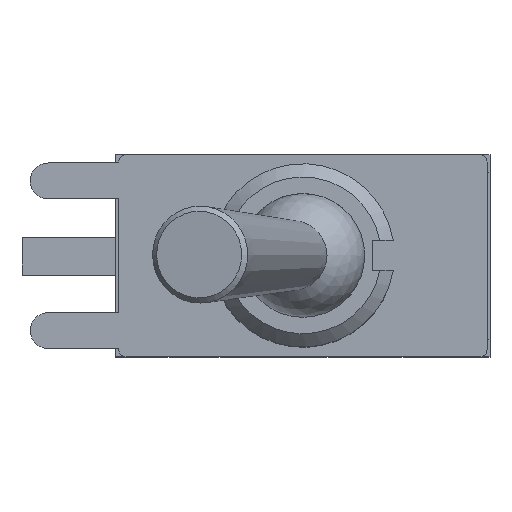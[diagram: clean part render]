
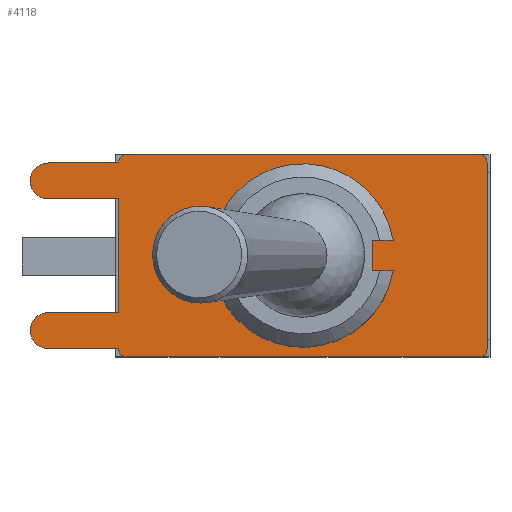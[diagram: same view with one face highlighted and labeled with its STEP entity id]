
A CAD part, top view. The second image highlights one B-rep face of the part: STEP entity #4118.
In plain terms, the highlighted planar face has unit normal (0, 0, 1).
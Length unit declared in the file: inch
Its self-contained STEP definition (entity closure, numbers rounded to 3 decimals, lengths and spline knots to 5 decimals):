
#118=FACE_BOUND('',#381,.T.);
#129=FACE_OUTER_BOUND('',#380,.T.);
#380=EDGE_LOOP('',(#2729,#2730,#2731,#2732,#2733,#2734,#2735,#2736,#2737,
#2738,#2739,#2740,#2741,#2742,#2743,#2744));
#381=EDGE_LOOP('',(#2745,#2746,#2747,#2748));
#644=CIRCLE('',#4404,0.00984);
#645=CIRCLE('',#4405,0.02402);
#646=CIRCLE('',#4406,0.02402);
#647=CIRCLE('',#4407,0.00984);
#648=CIRCLE('',#4408,0.00984);
#649=CIRCLE('',#4409,0.00984);
#650=CIRCLE('',#4410,0.12244);
#759=LINE('',#6073,#1245);
#760=LINE('',#6075,#1246);
#761=LINE('',#6079,#1247);
#762=LINE('',#6081,#1248);
#763=LINE('',#6083,#1249);
#764=LINE('',#6087,#1250);
#765=LINE('',#6089,#1251);
#766=LINE('',#6093,#1252);
#767=LINE('',#6097,#1253);
#768=LINE('',#6100,#1254);
#769=LINE('',#6103,#1255);
#770=LINE('',#6105,#1256);
#771=LINE('',#6107,#1257);
#1245=VECTOR('',#4813,0.3937);
#1246=VECTOR('',#4814,0.3937);
#1247=VECTOR('',#4817,0.3937);
#1248=VECTOR('',#4818,0.3937);
#1249=VECTOR('',#4819,0.3937);
#1250=VECTOR('',#4822,0.3937);
#1251=VECTOR('',#4823,0.3937);
#1252=VECTOR('',#4826,0.3937);
#1253=VECTOR('',#4829,0.3937);
#1254=VECTOR('',#4832,0.3937);
#1255=VECTOR('',#4833,0.3937);
#1256=VECTOR('',#4834,0.3937);
#1257=VECTOR('',#4835,0.3937);
#1737=VERTEX_POINT('',#6069);
#1738=VERTEX_POINT('',#6070);
#1739=VERTEX_POINT('',#6072);
#1740=VERTEX_POINT('',#6074);
#1741=VERTEX_POINT('',#6076);
#1742=VERTEX_POINT('',#6078);
#1743=VERTEX_POINT('',#6080);
#1744=VERTEX_POINT('',#6082);
#1745=VERTEX_POINT('',#6084);
#1746=VERTEX_POINT('',#6086);
#1747=VERTEX_POINT('',#6088);
#1748=VERTEX_POINT('',#6090);
#1749=VERTEX_POINT('',#6092);
#1750=VERTEX_POINT('',#6094);
#1751=VERTEX_POINT('',#6096);
#1752=VERTEX_POINT('',#6098);
#1753=VERTEX_POINT('',#6101);
#1754=VERTEX_POINT('',#6102);
#1755=VERTEX_POINT('',#6104);
#1756=VERTEX_POINT('',#6106);
#2114=EDGE_CURVE('',#1737,#1738,#644,.T.);
#2115=EDGE_CURVE('',#1739,#1737,#759,.T.);
#2116=EDGE_CURVE('',#1740,#1739,#760,.T.);
#2117=EDGE_CURVE('',#1741,#1740,#645,.T.);
#2118=EDGE_CURVE('',#1742,#1741,#761,.T.);
#2119=EDGE_CURVE('',#1743,#1742,#762,.T.);
#2120=EDGE_CURVE('',#1744,#1743,#763,.T.);
#2121=EDGE_CURVE('',#1745,#1744,#646,.T.);
#2122=EDGE_CURVE('',#1746,#1745,#764,.T.);
#2123=EDGE_CURVE('',#1747,#1746,#765,.T.);
#2124=EDGE_CURVE('',#1748,#1747,#647,.T.);
#2125=EDGE_CURVE('',#1749,#1748,#766,.T.);
#2126=EDGE_CURVE('',#1750,#1749,#648,.T.);
#2127=EDGE_CURVE('',#1751,#1750,#767,.T.);
#2128=EDGE_CURVE('',#1752,#1751,#649,.T.);
#2129=EDGE_CURVE('',#1738,#1752,#768,.T.);
#2130=EDGE_CURVE('',#1753,#1754,#769,.T.);
#2131=EDGE_CURVE('',#1755,#1753,#770,.T.);
#2132=EDGE_CURVE('',#1756,#1755,#771,.T.);
#2133=EDGE_CURVE('',#1754,#1756,#650,.T.);
#2729=ORIENTED_EDGE('',*,*,#2114,.F.);
#2730=ORIENTED_EDGE('',*,*,#2115,.F.);
#2731=ORIENTED_EDGE('',*,*,#2116,.F.);
#2732=ORIENTED_EDGE('',*,*,#2117,.F.);
#2733=ORIENTED_EDGE('',*,*,#2118,.F.);
#2734=ORIENTED_EDGE('',*,*,#2119,.F.);
#2735=ORIENTED_EDGE('',*,*,#2120,.F.);
#2736=ORIENTED_EDGE('',*,*,#2121,.F.);
#2737=ORIENTED_EDGE('',*,*,#2122,.F.);
#2738=ORIENTED_EDGE('',*,*,#2123,.F.);
#2739=ORIENTED_EDGE('',*,*,#2124,.F.);
#2740=ORIENTED_EDGE('',*,*,#2125,.F.);
#2741=ORIENTED_EDGE('',*,*,#2126,.F.);
#2742=ORIENTED_EDGE('',*,*,#2127,.F.);
#2743=ORIENTED_EDGE('',*,*,#2128,.F.);
#2744=ORIENTED_EDGE('',*,*,#2129,.F.);
#2745=ORIENTED_EDGE('',*,*,#2130,.F.);
#2746=ORIENTED_EDGE('',*,*,#2131,.F.);
#2747=ORIENTED_EDGE('',*,*,#2132,.F.);
#2748=ORIENTED_EDGE('',*,*,#2133,.F.);
#3937=PLANE('',#4403);
#4118=ADVANCED_FACE('',(#129,#118),#3937,.T.);
#4403=AXIS2_PLACEMENT_3D('',#6068,#4809,#4810);
#4404=AXIS2_PLACEMENT_3D('',#6071,#4811,#4812);
#4405=AXIS2_PLACEMENT_3D('',#6077,#4815,#4816);
#4406=AXIS2_PLACEMENT_3D('',#6085,#4820,#4821);
#4407=AXIS2_PLACEMENT_3D('',#6091,#4824,#4825);
#4408=AXIS2_PLACEMENT_3D('',#6095,#4827,#4828);
#4409=AXIS2_PLACEMENT_3D('',#6099,#4830,#4831);
#4410=AXIS2_PLACEMENT_3D('',#6108,#4836,#4837);
#4809=DIRECTION('center_axis',(0.,0.,
1.));
#4810=DIRECTION('ref_axis',(-1.,0.,0.));
#4811=DIRECTION('center_axis',(0.,0.,
-1.));
#4812=DIRECTION('ref_axis',(-0.707,0.707,0.));
#4813=DIRECTION('',(0.,1.,0.));
#4814=DIRECTION('',(1.,0.,0.));
#4815=DIRECTION('center_axis',(0.,0.,
-1.));
#4816=DIRECTION('ref_axis',(0.,1.,0.));
#4817=DIRECTION('',(-1.,0.,0.));
#4818=DIRECTION('',(0.,1.,0.));
#4819=DIRECTION('',(1.,0.,0.));
#4820=DIRECTION('center_axis',(0.,0.,
-1.));
#4821=DIRECTION('ref_axis',(0.,1.,0.));
#4822=DIRECTION('',(-1.,0.,0.));
#4823=DIRECTION('',(0.,1.,0.));
#4824=DIRECTION('center_axis',(0.,0.,
-1.));
#4825=DIRECTION('ref_axis',(-0.707,-0.707,0.));
#4826=DIRECTION('',(-1.,0.,0.));
#4827=DIRECTION('center_axis',(0.,0.,
-1.));
#4828=DIRECTION('ref_axis',(0.707,-0.707,0.));
#4829=DIRECTION('',(0.,-1.,0.));
#4830=DIRECTION('center_axis',(0.,0.,
-1.));
#4831=DIRECTION('ref_axis',(0.707,0.707,0.));
#4832=DIRECTION('',(1.,0.,0.));
#4833=DIRECTION('',(1.,0.,0.));
#4834=DIRECTION('',(0.,1.,0.));
#4835=DIRECTION('',(-1.,0.,0.));
#4836=DIRECTION('center_axis',(0.,0.,
1.));
#4837=DIRECTION('ref_axis',(0.986,0.164,0.));
#6068=CARTESIAN_POINT('Origin',(-0.07164,0.,
0.36969));
#6069=CARTESIAN_POINT('',(-0.24606,0.1252,0.36969));
#6070=CARTESIAN_POINT('',(-0.23622,0.13504,0.36969));
#6071=CARTESIAN_POINT('Origin',(-0.23622,0.1252,0.36969));
#6072=CARTESIAN_POINT('',(-0.24606,0.12402,0.36969));
#6073=CARTESIAN_POINT('',(-0.24606,0.13504,0.36969));
#6074=CARTESIAN_POINT('',(-0.34016,0.12402,0.36969));
#6075=CARTESIAN_POINT('',(-0.24606,0.12402,0.36969));
#6076=CARTESIAN_POINT('',(-0.34016,0.07598,0.36969));
#6077=CARTESIAN_POINT('Origin',(-0.34016,0.1,0.36969));
#6078=CARTESIAN_POINT('',(-0.24606,0.07598,0.36969));
#6079=CARTESIAN_POINT('',(-0.34016,0.07598,0.36969));
#6080=CARTESIAN_POINT('',(-0.24606,-0.07598,0.36969));
#6081=CARTESIAN_POINT('',(-0.24606,0.07598,0.36969));
#6082=CARTESIAN_POINT('',(-0.34016,-0.07598,0.36969));
#6083=CARTESIAN_POINT('',(-0.24606,-0.07598,0.36969));
#6084=CARTESIAN_POINT('',(-0.34016,-0.12402,0.36969));
#6085=CARTESIAN_POINT('Origin',(-0.34016,-0.1,
0.36969));
#6086=CARTESIAN_POINT('',(-0.24606,-0.12402,0.36969));
#6087=CARTESIAN_POINT('',(-0.34016,-0.12402,0.36969));
#6088=CARTESIAN_POINT('',(-0.24606,-0.1252,0.36969));
#6089=CARTESIAN_POINT('',(-0.24606,-0.12402,0.36969));
#6090=CARTESIAN_POINT('',(-0.23622,-0.13504,0.36969));
#6091=CARTESIAN_POINT('Origin',(-0.23622,-0.1252,0.36969));
#6092=CARTESIAN_POINT('',(0.23622,-0.13504,0.36969));
#6093=CARTESIAN_POINT('',(-0.24606,-0.13504,0.36969));
#6094=CARTESIAN_POINT('',(0.24606,-0.1252,0.36969));
#6095=CARTESIAN_POINT('Origin',(0.23622,-0.1252,0.36969));
#6096=CARTESIAN_POINT('',(0.24606,0.1252,0.36969));
#6097=CARTESIAN_POINT('',(0.24606,-0.13504,0.36969));
#6098=CARTESIAN_POINT('',(0.23622,0.13504,0.36969));
#6099=CARTESIAN_POINT('Origin',(0.23622,0.1252,0.36969));
#6100=CARTESIAN_POINT('',(0.24606,0.13504,0.36969));
#6101=CARTESIAN_POINT('',(0.09283,0.02008,0.36969));
#6102=CARTESIAN_POINT('',(0.12078,0.02008,0.36969));
#6103=CARTESIAN_POINT('',(0.09283,0.02008,0.36969));
#6104=CARTESIAN_POINT('',(0.09283,-0.02008,0.36969));
#6105=CARTESIAN_POINT('',(0.09283,-0.02008,0.36969));
#6106=CARTESIAN_POINT('',(0.12078,-0.02008,0.36969));
#6107=CARTESIAN_POINT('',(0.12078,-0.02008,0.36969));
#6108=CARTESIAN_POINT('Origin',(0.,0.,
0.36969));
